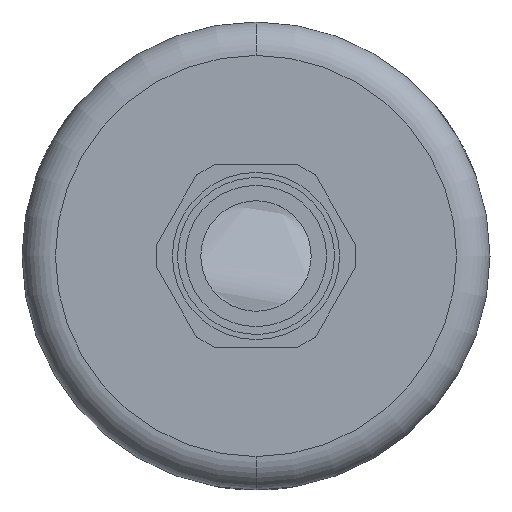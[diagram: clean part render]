
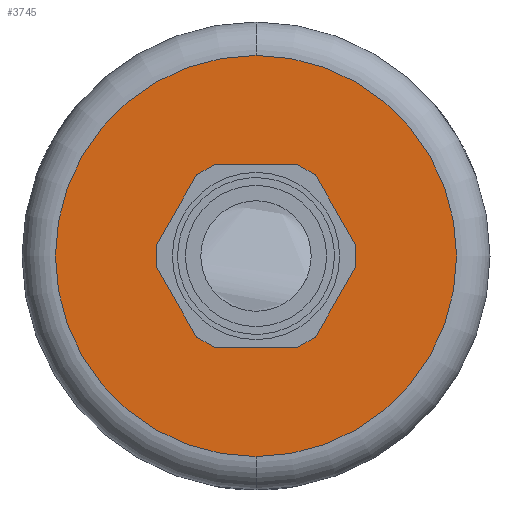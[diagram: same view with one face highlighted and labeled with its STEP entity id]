
A CAD part, front view. The second image highlights one B-rep face of the part: STEP entity #3745.
In plain terms, the highlighted planar face has unit normal (0, -1, 0).
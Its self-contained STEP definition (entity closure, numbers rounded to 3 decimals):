
#901 = EDGE_LOOP ( 'NONE', ( #2845, #2881 ) ) ;
#955 = EDGE_LOOP ( 'NONE', ( #2885, #2904 ) ) ;
#1606 = EDGE_CURVE ( 'NONE', #9479, #9469, #5392, .T. ) ;
#1623 = EDGE_CURVE ( 'NONE', #9472, #9483, #5388, .T. ) ;
#1717 = EDGE_CURVE ( 'NONE', #9469, #9479, #5492, .T. ) ;
#1720 = EDGE_CURVE ( 'NONE', #9483, #9472, #5498, .T. ) ;
#2174 = AXIS2_PLACEMENT_3D ( 'NONE', #6506, #6498, #6503 ) ;
#2188 = AXIS2_PLACEMENT_3D ( 'NONE', #6593, #6594, #6595 ) ;
#2205 = AXIS2_PLACEMENT_3D ( 'NONE', #7208, #7199, #7240 ) ;
#2221 = AXIS2_PLACEMENT_3D ( 'NONE', #7210, #7236, #7239 ) ;
#2305 = AXIS2_PLACEMENT_3D ( 'NONE', #8250, #8275, #8245 ) ;
#2845 = ORIENTED_EDGE ( 'NONE', *, *, #1717, .T. ) ;
#2881 = ORIENTED_EDGE ( 'NONE', *, *, #1606, .T. ) ;
#2885 = ORIENTED_EDGE ( 'NONE', *, *, #1720, .T. ) ;
#2904 = ORIENTED_EDGE ( 'NONE', *, *, #1623, .T. ) ;
#3745 = ADVANCED_FACE ( 'NONE', ( #5642, #5653 ), #8244, .F. ) ;
#5388 = CIRCLE ( 'NONE', #2188, 4. ) ;
#5392 = CIRCLE ( 'NONE', #2174, 12. ) ;
#5492 = CIRCLE ( 'NONE', #2221, 12. ) ;
#5498 = CIRCLE ( 'NONE', #2205, 4. ) ;
#5642 = FACE_OUTER_BOUND ( 'NONE', #901, .T. ) ;
#5653 = FACE_BOUND ( 'NONE', #955, .T. ) ;
#6498 = DIRECTION ( 'NONE',  ( 0., -1., 0. ) ) ;
#6503 = DIRECTION ( 'NONE',  ( 0., 0., 1. ) ) ;
#6506 = CARTESIAN_POINT ( 'NONE',  ( 0., 0., 0. ) ) ;
#6593 = CARTESIAN_POINT ( 'NONE',  ( 0., 0., 0. ) ) ;
#6594 = DIRECTION ( 'NONE',  ( 0., 1., 0. ) ) ;
#6595 = DIRECTION ( 'NONE',  ( 0., 0., 1. ) ) ;
#7199 = DIRECTION ( 'NONE',  ( 0., 1., 0. ) ) ;
#7208 = CARTESIAN_POINT ( 'NONE',  ( 0., 0., 0. ) ) ;
#7210 = CARTESIAN_POINT ( 'NONE',  ( 0., 0., 0. ) ) ;
#7236 = DIRECTION ( 'NONE',  ( 0., -1., 0. ) ) ;
#7239 = DIRECTION ( 'NONE',  ( 0., 0., 1. ) ) ;
#7240 = DIRECTION ( 'NONE',  ( 0., 0., 1. ) ) ;
#7397 = CARTESIAN_POINT ( 'NONE',  ( 0., 0., 12. ) ) ;
#7407 = CARTESIAN_POINT ( 'NONE',  ( 0., 0., -4. ) ) ;
#8010 = CARTESIAN_POINT ( 'NONE',  ( 0., 0., -12. ) ) ;
#8177 = CARTESIAN_POINT ( 'NONE',  ( 0., 0., 4. ) ) ;
#8244 = PLANE ( 'NONE',  #2305 ) ;
#8245 = DIRECTION ( 'NONE',  ( 0., 0., 1. ) ) ;
#8250 = CARTESIAN_POINT ( 'NONE',  ( 0., 0., 0. ) ) ;
#8275 = DIRECTION ( 'NONE',  ( 0., 1., 0. ) ) ;
#9469 = VERTEX_POINT ( 'NONE', #7397 ) ;
#9472 = VERTEX_POINT ( 'NONE', #7407 ) ;
#9479 = VERTEX_POINT ( 'NONE', #8010 ) ;
#9483 = VERTEX_POINT ( 'NONE', #8177 ) ;
